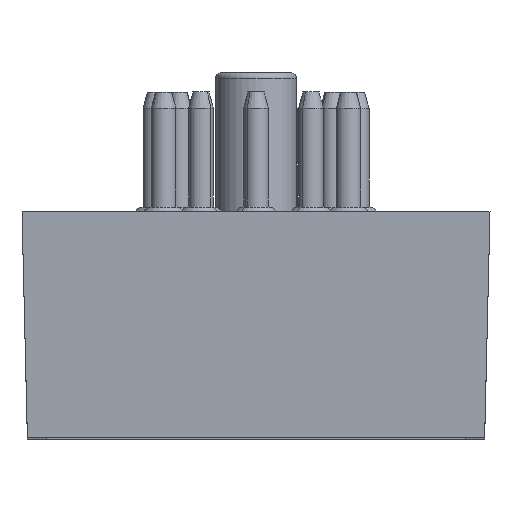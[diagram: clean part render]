
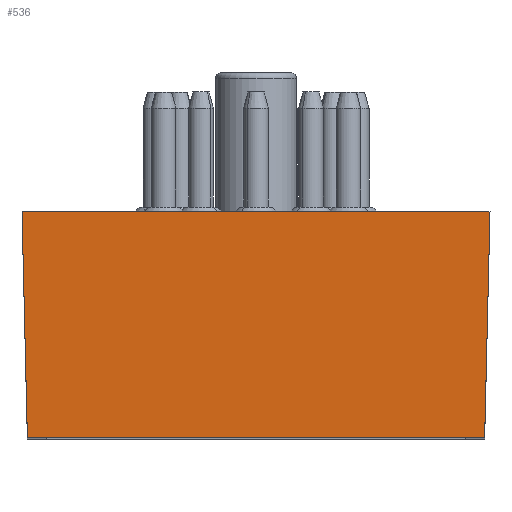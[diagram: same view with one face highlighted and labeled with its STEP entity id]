
A CAD part, top view. The second image highlights one B-rep face of the part: STEP entity #536.
In plain terms, the highlighted face is planar.
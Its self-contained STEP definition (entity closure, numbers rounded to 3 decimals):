
#93 = AXIS2_PLACEMENT_3D ( 'NONE', #2773, #1432, #5122 ) ;
#270 = EDGE_CURVE ( 'NONE', #5238, #5979, #6020, .T. ) ;
#405 = CARTESIAN_POINT ( 'NONE',  ( -40., 0., -13.5 ) ) ;
#536 = ADVANCED_FACE ( 'NONE', ( #2622 ), #4240, .F. ) ;
#674 = LINE ( 'NONE', #3103, #4847 ) ;
#736 = DIRECTION ( 'NONE',  ( 0., 0., 1. ) ) ;
#840 = VECTOR ( 'NONE', #1854, 1000. ) ;
#954 = VERTEX_POINT ( 'NONE', #5542 ) ;
#1002 = VERTEX_POINT ( 'NONE', #5516 ) ;
#1016 = CARTESIAN_POINT ( 'NONE',  ( -39.5, 20.988, 29.5 ) ) ;
#1081 = EDGE_LOOP ( 'NONE', ( #5079, #2467, #2312, #2142 ) ) ;
#1126 = LINE ( 'NONE', #1903, #2163 ) ;
#1432 = DIRECTION ( 'NONE',  ( 1., -0.024, 0. ) ) ;
#1832 = EDGE_CURVE ( 'NONE', #1002, #954, #3837, .T. ) ;
#1854 = DIRECTION ( 'NONE',  ( -0.024, -0.999, 0.024 ) ) ;
#1903 = CARTESIAN_POINT ( 'NONE',  ( -40., 0., -13.5 ) ) ;
#2142 = ORIENTED_EDGE ( 'NONE', *, *, #1832, .F. ) ;
#2163 = VECTOR ( 'NONE', #5809, 1000. ) ;
#2173 = CARTESIAN_POINT ( 'NONE',  ( -39.5, 20.988, -13. ) ) ;
#2312 = ORIENTED_EDGE ( 'NONE', *, *, #5496, .T. ) ;
#2467 = ORIENTED_EDGE ( 'NONE', *, *, #270, .F. ) ;
#2622 = FACE_OUTER_BOUND ( 'NONE', #1081, .T. ) ;
#2773 = CARTESIAN_POINT ( 'NONE',  ( -39.5, 21., -13.5 ) ) ;
#3103 = CARTESIAN_POINT ( 'NONE',  ( -39.5, 21., -13.5 ) ) ;
#3135 = EDGE_CURVE ( 'NONE', #5979, #1002, #674, .T. ) ;
#3387 = CARTESIAN_POINT ( 'NONE',  ( -39.5, 21., -13. ) ) ;
#3837 = LINE ( 'NONE', #1016, #840 ) ;
#4240 = PLANE ( 'NONE',  #93 ) ;
#4847 = VECTOR ( 'NONE', #736, 1000. ) ;
#4900 = DIRECTION ( 'NONE',  ( 0.024, 0.999, 0.024 ) ) ;
#5079 = ORIENTED_EDGE ( 'NONE', *, *, #3135, .F. ) ;
#5122 = DIRECTION ( 'NONE',  ( 0.024, 1., 0. ) ) ;
#5238 = VERTEX_POINT ( 'NONE', #405 ) ;
#5496 = EDGE_CURVE ( 'NONE', #5238, #954, #1126, .T. ) ;
#5516 = CARTESIAN_POINT ( 'NONE',  ( -39.5, 21., 29.5 ) ) ;
#5542 = CARTESIAN_POINT ( 'NONE',  ( -40., 0., 30. ) ) ;
#5809 = DIRECTION ( 'NONE',  ( 0., 0., 1. ) ) ;
#5876 = VECTOR ( 'NONE', #4900, 1000. ) ;
#5979 = VERTEX_POINT ( 'NONE', #3387 ) ;
#6020 = LINE ( 'NONE', #2173, #5876 ) ;
